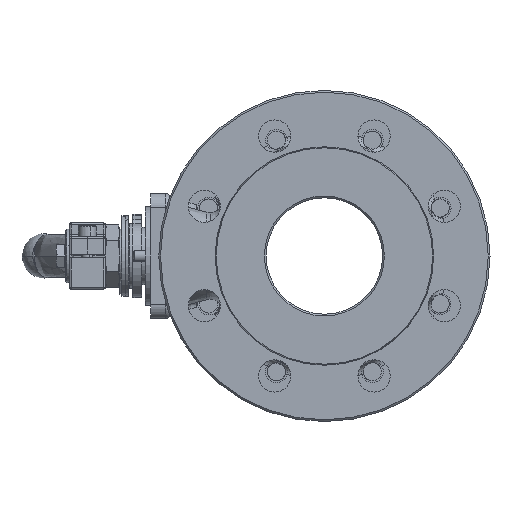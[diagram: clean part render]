
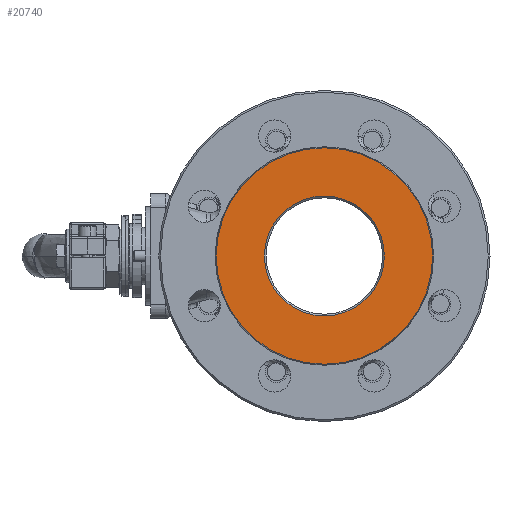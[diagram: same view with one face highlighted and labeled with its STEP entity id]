
A CAD part, left-side view. The second image highlights one B-rep face of the part: STEP entity #20740.
In plain terms, the highlighted planar face has unit normal (-1, 0, 0).
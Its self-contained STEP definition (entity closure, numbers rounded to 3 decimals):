
#6 = VERTEX_POINT ( 'NONE', #30352 ) ;
#667 = CIRCLE ( 'NONE', #43669, 60.464 ) ;
#1687 = CARTESIAN_POINT ( 'NONE',  ( -75.5, 0., 0. ) ) ;
#2132 = EDGE_LOOP ( 'NONE', ( #9195, #17172 ) ) ;
#2330 = VERTEX_POINT ( 'NONE', #13051 ) ;
#5935 = CIRCLE ( 'NONE', #43556, 33.5 ) ;
#8170 = EDGE_CURVE ( 'NONE', #6, #29786, #5935, .T. ) ;
#9195 = ORIENTED_EDGE ( 'NONE', *, *, #52648, .T. ) ;
#9950 = CARTESIAN_POINT ( 'NONE',  ( -75.5, 0., -60.464 ) ) ;
#10134 = DIRECTION ( 'NONE',  ( -1., 0., 0. ) ) ;
#10213 = EDGE_LOOP ( 'NONE', ( #10893, #17400 ) ) ;
#10893 = ORIENTED_EDGE ( 'NONE', *, *, #8170, .T. ) ;
#12831 = VERTEX_POINT ( 'NONE', #9950 ) ;
#13051 = CARTESIAN_POINT ( 'NONE',  ( -75.5, 0., 60.464 ) ) ;
#13733 = AXIS2_PLACEMENT_3D ( 'NONE', #47074, #14430, #21815 ) ;
#13772 = FACE_OUTER_BOUND ( 'NONE', #2132, .T. ) ;
#13886 = EDGE_CURVE ( 'NONE', #29786, #6, #46913, .T. ) ;
#14430 = DIRECTION ( 'NONE',  ( 1., 0., 0. ) ) ;
#14564 = DIRECTION ( 'NONE',  ( -1., 0., 0. ) ) ;
#17172 = ORIENTED_EDGE ( 'NONE', *, *, #43661, .T. ) ;
#17400 = ORIENTED_EDGE ( 'NONE', *, *, #13886, .T. ) ;
#19031 = DIRECTION ( 'NONE',  ( 1., 0., 0. ) ) ;
#20263 = CIRCLE ( 'NONE', #30103, 60.464 ) ;
#20740 = ADVANCED_FACE ( 'NONE', ( #30035, #13772 ), #22192, .T. ) ;
#21624 = CARTESIAN_POINT ( 'NONE',  ( -75.5, 0., -33.5 ) ) ;
#21815 = DIRECTION ( 'NONE',  ( 0., 0., 1. ) ) ;
#22192 = PLANE ( 'NONE',  #44702 ) ;
#23279 = DIRECTION ( 'NONE',  ( 0., 0., 1. ) ) ;
#26954 = DIRECTION ( 'NONE',  ( 0., 0., 1. ) ) ;
#29786 = VERTEX_POINT ( 'NONE', #21624 ) ;
#30035 = FACE_BOUND ( 'NONE', #10213, .T. ) ;
#30103 = AXIS2_PLACEMENT_3D ( 'NONE', #35108, #10134, #26954 ) ;
#30352 = CARTESIAN_POINT ( 'NONE',  ( -75.5, 0., 33.5 ) ) ;
#30864 = DIRECTION ( 'NONE',  ( 0., 0., 1. ) ) ;
#35108 = CARTESIAN_POINT ( 'NONE',  ( -75.5, 0., 0. ) ) ;
#39304 = CARTESIAN_POINT ( 'NONE',  ( -75.5, 0., 0. ) ) ;
#41184 = CARTESIAN_POINT ( 'NONE',  ( -75.5, 0., 0. ) ) ;
#43556 = AXIS2_PLACEMENT_3D ( 'NONE', #41184, #19031, #48794 ) ;
#43661 = EDGE_CURVE ( 'NONE', #2330, #12831, #667, .T. ) ;
#43669 = AXIS2_PLACEMENT_3D ( 'NONE', #1687, #14564, #23279 ) ;
#44702 = AXIS2_PLACEMENT_3D ( 'NONE', #39304, #47180, #30864 ) ;
#46913 = CIRCLE ( 'NONE', #13733, 33.5 ) ;
#47074 = CARTESIAN_POINT ( 'NONE',  ( -75.5, 0., 0. ) ) ;
#47180 = DIRECTION ( 'NONE',  ( -1., 0., 0. ) ) ;
#48794 = DIRECTION ( 'NONE',  ( 0., 0., 1. ) ) ;
#52648 = EDGE_CURVE ( 'NONE', #12831, #2330, #20263, .T. ) ;
